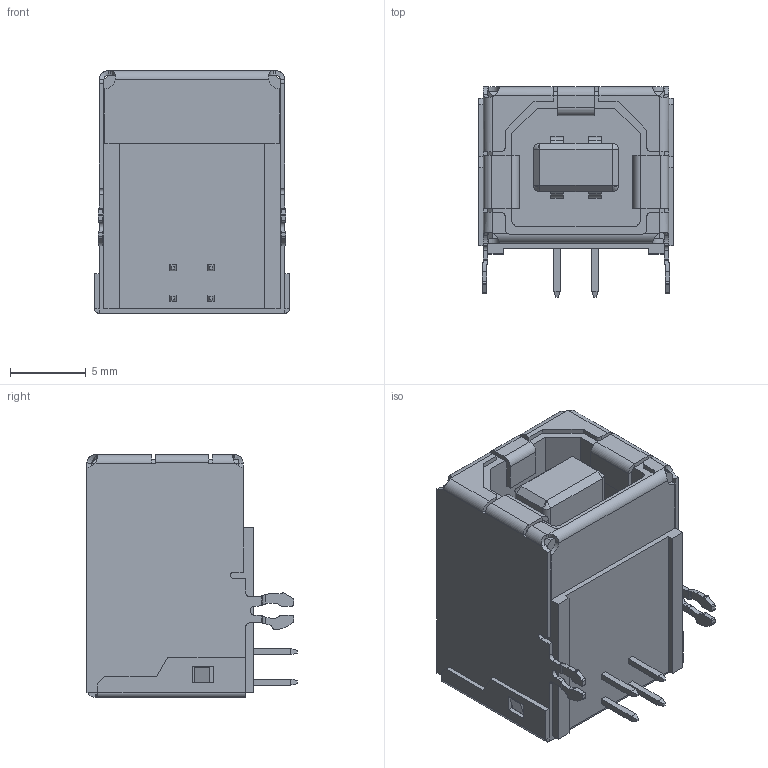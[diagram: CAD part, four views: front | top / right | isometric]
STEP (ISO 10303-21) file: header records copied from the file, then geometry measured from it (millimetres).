
FILE_DESCRIPTION (( 'STEP AP214' ), '1' );
FILE_NAME ('61729-0010RLF.STEP', '2022-06-13T01:40:47', ( '' ), ( '' ), 'SwSTEP 2.0', 'SolidWorks 2017', '' );
FILE_SCHEMA (( 'AUTOMOTIVE_DESIGN' ));
Length unit declared in the file: millimetre
Products named in the file (2): 61729-0010RLF; 61729-0x1xxLF_61729-0x1xxLF
Assembly tree (1 placements, depth 2):
  61729-0010RLF
    61729-0x1xxLF_61729-0x1xxLF
Bounding box: 12.82 x 13.84 x 16 mm (x, y, z)
Volume: 1668.1 mm3; surface area: 2975.6 mm2
Topology: 10 solids, 10 shells, 458 faces, 1164 edges, 718 vertices
Faces by surface type: plane 298, cylinder 148, bspline 8, cone 4
Entity records: 14207 total; most frequent: CARTESIAN_POINT 2816, ORIENTED_EDGE 2320, DIRECTION 2248, EDGE_CURVE 1160, LINE 836, VECTOR 836, VERTEX_POINT 718, AXIS2_PLACEMENT_3D 706
